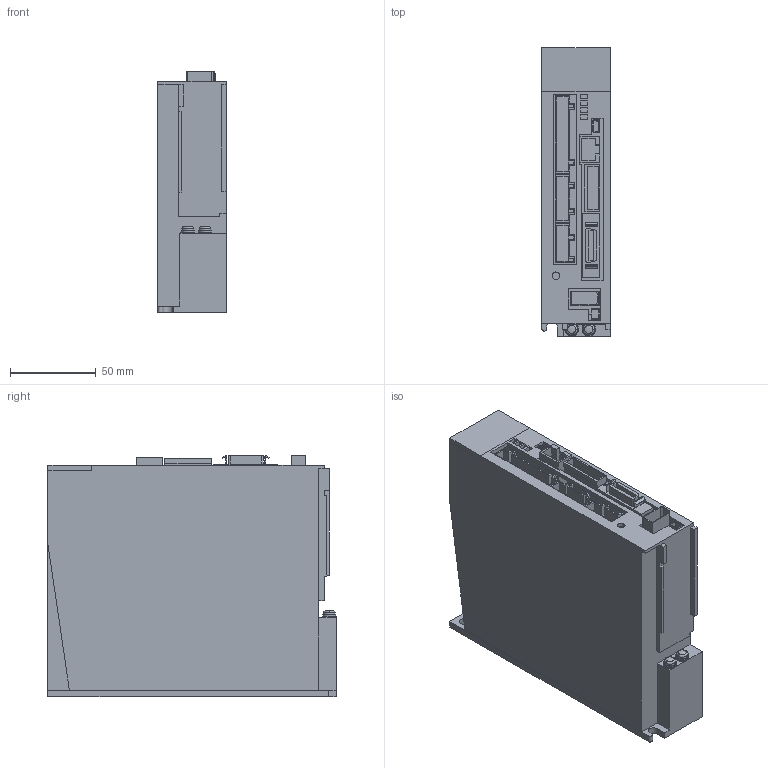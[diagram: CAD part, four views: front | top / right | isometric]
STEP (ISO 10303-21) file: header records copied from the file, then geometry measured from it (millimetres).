
FILE_DESCRIPTION (( 'STEP AP203' ), '1' );
FILE_NAME ('mr-j3-10t_a.step', '2009-12-01T06:58:08', ( ' ' ), ( '' ), 'SwSTEP 2.0', 'SolidWorks 2006303', '' );
FILE_SCHEMA (( 'CONFIG_CONTROL_DESIGN' ));
Length unit declared in the file: millimetre
Products named in the file (14): J3-CNP3__; J3-LENZ__; J3T-CN6__; J3T-CN3__; mr-j3-10t_a; J3T-CN5__; J3-CNP2__; SW-PW-P-NA-M4X12__; J3-CNP1__; J3T-CN1__; J3T-CN4__; J3-10-20T-CASE__; J3-10-20-CHASSIS__; J3T-CN2__
Assembly tree (14 placements, depth 2):
  mr-j3-10t_a
    J3-CNP2__
    J3-CNP3__
    J3T-CN4__
    SW-PW-P-NA-M4X12__  x2
    J3T-CN1__
    J3-10-20T-CASE__
    J3-10-20-CHASSIS__
    J3-CNP1__
    J3T-CN5__
    J3-LENZ__
    J3T-CN3__
    J3T-CN2__
    J3T-CN6__
Bounding box: 40 x 168 x 141 mm (x, y, z)
Volume: 187895.6 mm3; surface area: 146874.1 mm2
Topology: 14 solids, 14 shells, 345 faces, 899 edges, 599 vertices
Faces by surface type: plane 288, cylinder 47, bspline 6, cone 4
Entity records: 11666 total; most frequent: CARTESIAN_POINT 1840, ORIENTED_EDGE 1738, DIRECTION 1649, EDGE_CURVE 869, VECTOR 777, LINE 777, VERTEX_POINT 579, AXIS2_PLACEMENT_3D 436
